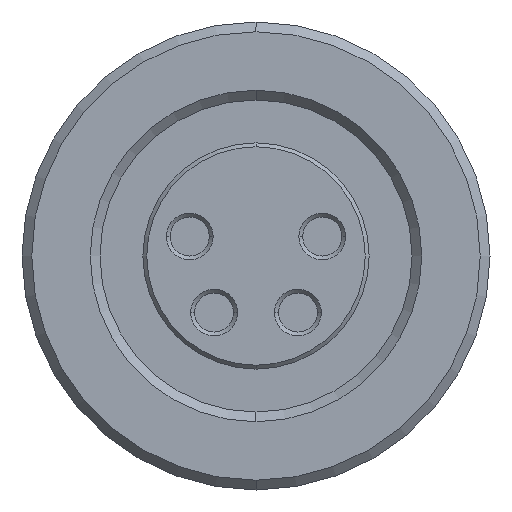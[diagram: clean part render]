
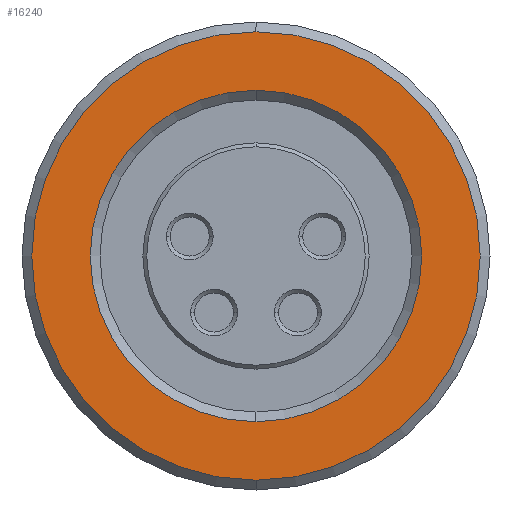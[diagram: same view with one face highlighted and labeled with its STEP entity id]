
A CAD part, front view. The second image highlights one B-rep face of the part: STEP entity #16240.
In plain terms, the highlighted planar face has unit normal (0, -1, 0).
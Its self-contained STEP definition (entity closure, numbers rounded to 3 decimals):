
#5340=CARTESIAN_POINT('',(0.,-6.5,
5.75));
#5350=VERTEX_POINT('',#5340);
#5430=CARTESIAN_POINT('',(0.,-6.5,-5.75));
#5440=VERTEX_POINT('',#5430);
#5470=CARTESIAN_POINT('',(0.,-6.5,0.));
#5480=DIRECTION('',(0.,1.,0.));
#5490=DIRECTION('',(0.,0.,1.));
#5500=AXIS2_PLACEMENT_3D('',#5470,#5480,#5490);
#5510=CIRCLE('',#5500,5.75);
#5520=EDGE_CURVE('',#5350,#5440,#5510,.T.);
#5680=CARTESIAN_POINT('',(0.,-6.5,
-4.25));
#5690=VERTEX_POINT('',#5680);
#5850=CARTESIAN_POINT('',(0.,-6.5,4.25));
#5860=VERTEX_POINT('',#5850);
#5890=CARTESIAN_POINT('',(0.,-6.5,0.));
#5900=DIRECTION('',(0.,1.,0.));
#5910=DIRECTION('',(0.,0.,1.));
#5920=AXIS2_PLACEMENT_3D('',#5890,#5900,#5910);
#5930=CIRCLE('',#5920,4.25);
#5940=EDGE_CURVE('',#5860,#5690,#5930,.T.);
#16090=CARTESIAN_POINT('',(0.,-6.5,5.));
#16100=DIRECTION('',(0.,-1.,0.));
#16110=DIRECTION('',(0.,0.,-1.));
#16120=AXIS2_PLACEMENT_3D('',#16090,#16100,#16110);
#16130=PLANE('',#16120);
#16140=EDGE_CURVE('',#5440,#5350,#5510,.T.);
#16150=ORIENTED_EDGE('',*,*,#16140,.F.);
#16160=ORIENTED_EDGE('',*,*,#5520,.F.);
#16170=EDGE_LOOP('',(#16160,#16150));
#16180=FACE_OUTER_BOUND('',#16170,.T.);
#16190=EDGE_CURVE('',#5690,#5860,#5930,.T.);
#16200=ORIENTED_EDGE('',*,*,#16190,.T.);
#16210=ORIENTED_EDGE('',*,*,#5940,.T.);
#16220=EDGE_LOOP('',(#16210,#16200));
#16230=FACE_BOUND('',#16220,.T.);
#16240=ADVANCED_FACE('',(#16180,#16230),#16130,.T.);
